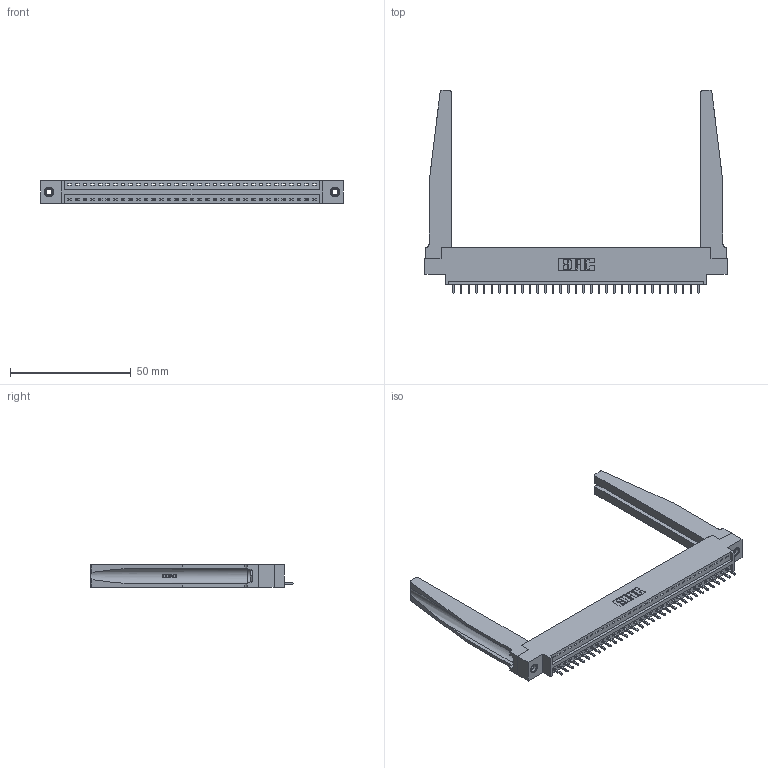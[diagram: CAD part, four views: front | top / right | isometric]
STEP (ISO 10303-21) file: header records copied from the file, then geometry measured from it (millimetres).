
FILE_DESCRIPTION (( 'STEP AP203' ), '1' );
FILE_NAME ('346-033-521-678.STEP', '2022-05-06T19:34:15', ( '' ), ( '' ), 'SwSTEP 2.0', 'SolidWorks 2020', '' );
FILE_SCHEMA (( 'CONFIG_CONTROL_DESIGN' ));
Length unit declared in the file: inch
Products named in the file (5): 346 Part_0.170 Offset - 0.156 Dia-TH; 346-220-078_345-220-078; 346-033-521-678; 345-292-001_345-293-121; 345-250-001_345-250-001-102
Assembly tree (38 placements, depth 2):
  346-033-521-678
    346 Part_0.170 Offset - 0.156 Dia-TH
    345-292-001_345-293-121  x33
    346-220-078_345-220-078  x2
    345-250-001_345-250-001-102  x2
Bounding box: 125.35 x 84.33 x 9.4 mm (x, y, z)
Volume: 18578.9 mm3; surface area: 20848.2 mm2
Topology: 38 solids, 38 shells, 2288 faces, 6793 edges, 4474 vertices
Faces by surface type: plane 1556, cylinder 680, bspline 36, cone 12, torus 4
Entity records: 27006 total; most frequent: CARTESIAN_POINT 5548, ORIENTED_EDGE 4402, DIRECTION 3889, EDGE_CURVE 2201, VECTOR 1843, LINE 1843, VERTEX_POINT 1460, AXIS2_PLACEMENT_3D 1023
